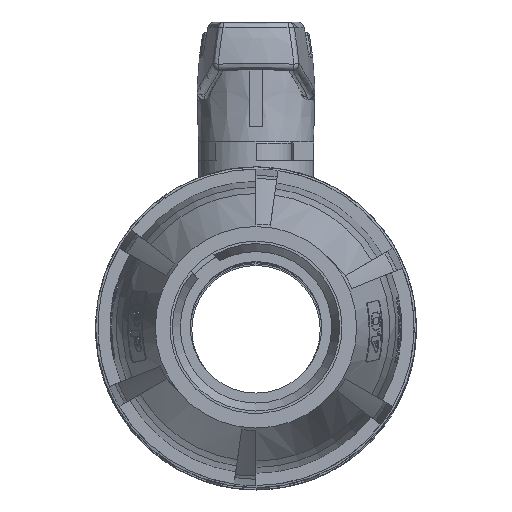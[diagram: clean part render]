
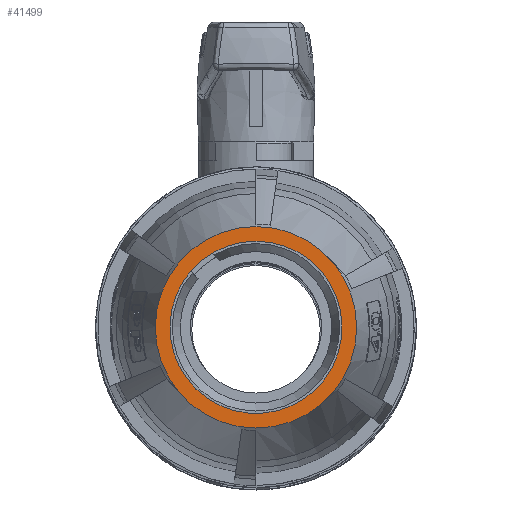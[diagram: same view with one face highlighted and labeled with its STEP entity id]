
A CAD part, left-side view. The second image highlights one B-rep face of the part: STEP entity #41499.
In plain terms, the highlighted planar face has unit normal (-1, 0, 0).
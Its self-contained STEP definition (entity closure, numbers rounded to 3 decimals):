
#381=ELLIPSE('',#44053,21.603,21.593);
#537=ELLIPSE('',#44288,25.277,25.266);
#3422=FACE_BOUND('',#7944,.T.);
#5426=FACE_OUTER_BOUND('',#7943,.T.);
#7943=EDGE_LOOP('',(#36448));
#7944=EDGE_LOOP('',(#36449));
#18942=VERTEX_POINT('',#103562);
#19173=VERTEX_POINT('',#105063);
#24712=EDGE_CURVE('',#18942,#18942,#381,.T.);
#25062=EDGE_CURVE('',#19173,#19173,#537,.F.);
#36448=ORIENTED_EDGE('',*,*,#25062,.T.);
#36449=ORIENTED_EDGE('',*,*,#24712,.T.);
#39358=PLANE('',#44294);
#41499=ADVANCED_FACE('',(#5426,#3422),#39358,.T.);
#44053=AXIS2_PLACEMENT_3D('',#103564,#51533,#51534);
#44288=AXIS2_PLACEMENT_3D('',#105064,#52197,#52198);
#44294=AXIS2_PLACEMENT_3D('',#105112,#52213,#52214);
#51533=DIRECTION('center_axis',(1.,0.,0.));
#51534=DIRECTION('ref_axis',(0.,0.,
-1.));
#52197=DIRECTION('center_axis',(1.,0.,0.));
#52198=DIRECTION('ref_axis',(0.,0.,
-1.));
#52213=DIRECTION('center_axis',(-1.,0.,0.));
#52214=DIRECTION('ref_axis',(0.,0.,
1.));
#103562=CARTESIAN_POINT('',(-119.404,0.296,25.623));
#103564=CARTESIAN_POINT('Origin',(-119.404,0.296,4.02));
#105063=CARTESIAN_POINT('',(-119.404,0.296,29.297));
#105064=CARTESIAN_POINT('Origin',(-119.404,0.296,4.02));
#105112=CARTESIAN_POINT('Origin',(-119.404,0.296,4.02));
